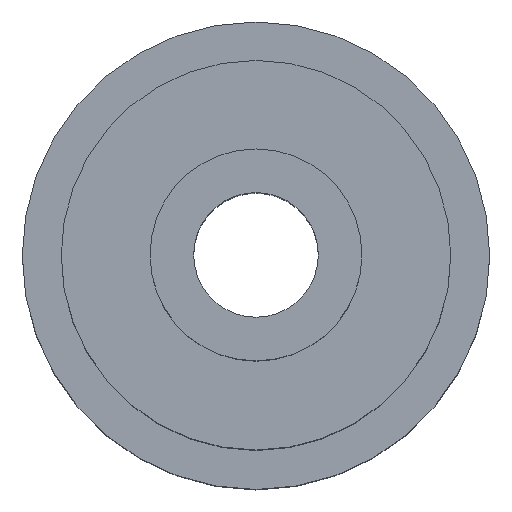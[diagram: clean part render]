
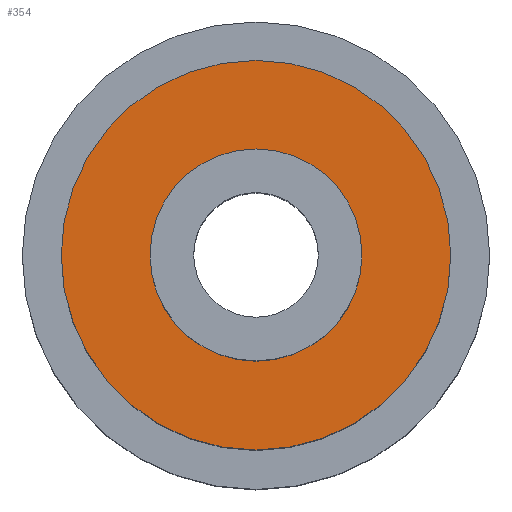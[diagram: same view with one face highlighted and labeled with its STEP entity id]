
A CAD part, top view. The second image highlights one B-rep face of the part: STEP entity #354.
In plain terms, the highlighted planar face has unit normal (0, 0, 1).
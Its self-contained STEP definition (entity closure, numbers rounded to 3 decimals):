
#7 = EDGE_CURVE ( 'NONE', #645, #503, #610, .T. ) ;
#14 = VERTEX_POINT ( 'NONE', #449 ) ;
#38 = CARTESIAN_POINT ( 'NONE',  ( 0., 0., 37.5 ) ) ;
#54 = AXIS2_PLACEMENT_3D ( 'NONE', #38, #447, #284 ) ;
#62 = AXIS2_PLACEMENT_3D ( 'NONE', #664, #545, #86 ) ;
#66 = ORIENTED_EDGE ( 'NONE', *, *, #675, .T. ) ;
#72 = DIRECTION ( 'NONE',  ( 0., 0., 1. ) ) ;
#79 = DIRECTION ( 'NONE',  ( 1., 0., 0. ) ) ;
#86 = DIRECTION ( 'NONE',  ( 1., 0., 0. ) ) ;
#106 = ORIENTED_EDGE ( 'NONE', *, *, #213, .F. ) ;
#107 = CARTESIAN_POINT ( 'NONE',  ( -12.5, 0., 37.5 ) ) ;
#120 = CARTESIAN_POINT ( 'NONE',  ( 0., 0., 37.5 ) ) ;
#124 = CIRCLE ( 'NONE', #62, 6.8 ) ;
#129 = VERTEX_POINT ( 'NONE', #606 ) ;
#168 = EDGE_CURVE ( 'NONE', #129, #14, #124, .T. ) ;
#182 = CIRCLE ( 'NONE', #461, 6.8 ) ;
#213 = EDGE_CURVE ( 'NONE', #14, #129, #182, .T. ) ;
#232 = ORIENTED_EDGE ( 'NONE', *, *, #168, .F. ) ;
#248 = EDGE_LOOP ( 'NONE', ( #295, #66 ) ) ;
#262 = CARTESIAN_POINT ( 'NONE',  ( 0., 0., 37.5 ) ) ;
#284 = DIRECTION ( 'NONE',  ( 1., 0., 0. ) ) ;
#295 = ORIENTED_EDGE ( 'NONE', *, *, #7, .T. ) ;
#308 = CARTESIAN_POINT ( 'NONE',  ( 0., 0., 37.5 ) ) ;
#354 = ADVANCED_FACE ( 'NONE', ( #502, #390 ), #621, .T. ) ;
#390 = FACE_BOUND ( 'NONE', #398, .T. ) ;
#398 = EDGE_LOOP ( 'NONE', ( #106, #232 ) ) ;
#447 = DIRECTION ( 'NONE',  ( 0., 0., 1. ) ) ;
#449 = CARTESIAN_POINT ( 'NONE',  ( -6.8, 0., 37.5 ) ) ;
#453 = AXIS2_PLACEMENT_3D ( 'NONE', #308, #72, #79 ) ;
#461 = AXIS2_PLACEMENT_3D ( 'NONE', #262, #609, #485 ) ;
#485 = DIRECTION ( 'NONE',  ( 1., 0., 0. ) ) ;
#502 = FACE_OUTER_BOUND ( 'NONE', #248, .T. ) ;
#503 = VERTEX_POINT ( 'NONE', #529 ) ;
#529 = CARTESIAN_POINT ( 'NONE',  ( 12.5, 0., 37.5 ) ) ;
#545 = DIRECTION ( 'NONE',  ( 0., 0., 1. ) ) ;
#570 = DIRECTION ( 'NONE',  ( 0., 0., 1. ) ) ;
#592 = CIRCLE ( 'NONE', #54, 12.5 ) ;
#606 = CARTESIAN_POINT ( 'NONE',  ( 6.8, 0., 37.5 ) ) ;
#609 = DIRECTION ( 'NONE',  ( 0., 0., 1. ) ) ;
#610 = CIRCLE ( 'NONE', #453, 12.5 ) ;
#621 = PLANE ( 'NONE',  #713 ) ;
#645 = VERTEX_POINT ( 'NONE', #107 ) ;
#664 = CARTESIAN_POINT ( 'NONE',  ( 0., 0., 37.5 ) ) ;
#675 = EDGE_CURVE ( 'NONE', #503, #645, #592, .T. ) ;
#694 = DIRECTION ( 'NONE',  ( 1., 0., 0. ) ) ;
#713 = AXIS2_PLACEMENT_3D ( 'NONE', #120, #570, #694 ) ;
